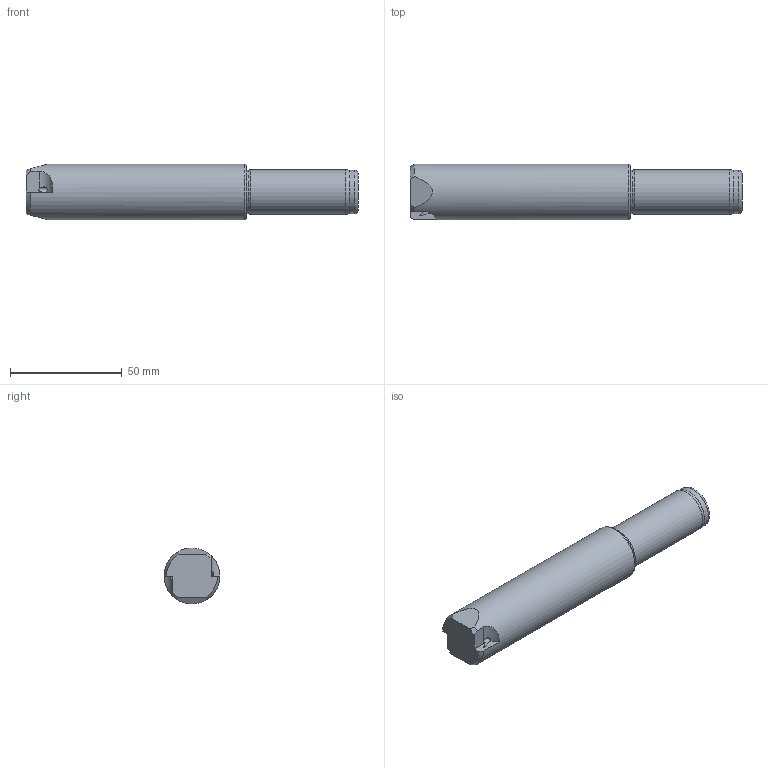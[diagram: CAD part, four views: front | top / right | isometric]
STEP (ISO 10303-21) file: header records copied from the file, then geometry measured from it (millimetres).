
FILE_DESCRIPTION(/* description */ (''),/* implementation_level */ '2;1');
FILE_NAME(/* name */ 'ABHRS-D25x110-W20-L160.stp',/* time_stamp */ '2023-10-10T20:52:38+03:00',/* author */ (''),/* organization */ (''),/* preprocessor_version */ 'ST-DEVELOPER v19.4',/* originating_system */ 'SIEMENS PLM Software NX2306.3001',/* authorisation */ '');
FILE_SCHEMA (('AP203_CONFIGURATION_CONTROLLED_3D_DESIGN_OF_MECHANICAL_PARTS_AND_ASSEMBLIES_MIM_LF { 1 0 10303 403 2 1 2}'));
Length unit declared in the file: millimetre
Products named in the file (1): ABHRS-dxf-jpg
Bounding box: 148.38 x 25 x 25 mm (x, y, z)
Volume: 63062.9 mm3; surface area: 11762.4 mm2
Topology: 1 solids, 1 shells, 31 faces, 80 edges, 50 vertices
Faces by surface type: cylinder 10, cone 9, plane 9, torus 3
Full cylindrical faces by diameter (mm): 2.5 x2, 19.5 x2, 20 x1, 25 x1
Entity records: 1219 total; most frequent: CARTESIAN_POINT 250, DIRECTION 144, ORIENTED_EDGE 122, AXIS2_PLACEMENT_3D 63, EDGE_CURVE 61, VERTEX_POINT 47, EDGE_LOOP 44, PRESENTATION_STYLE_ASSIGNMENT 32
